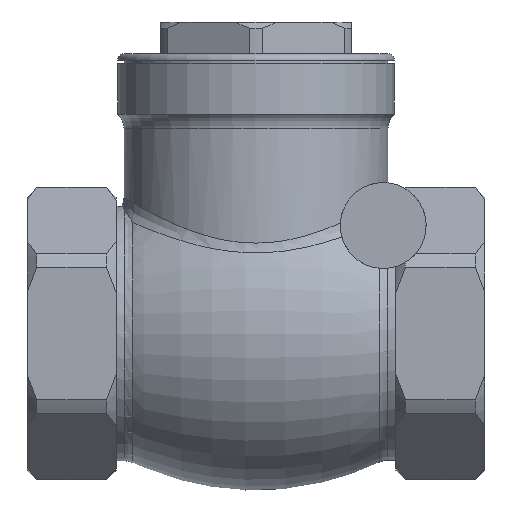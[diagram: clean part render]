
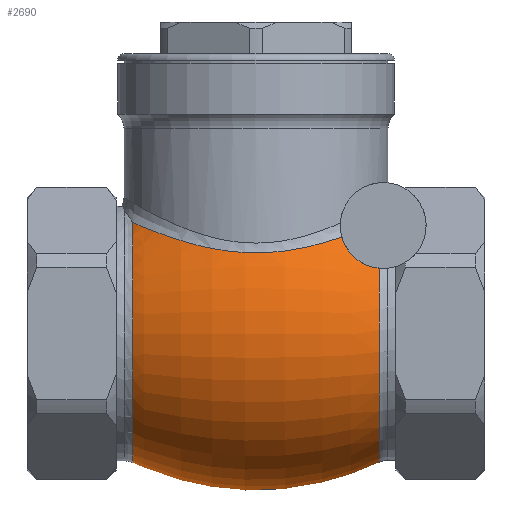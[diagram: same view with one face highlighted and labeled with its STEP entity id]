
A CAD part, left-side view. The second image highlights one B-rep face of the part: STEP entity #2690.
In plain terms, the highlighted toroidal (fillet/blend) face has major radius 20.311 mm and minor radius 45 mm.
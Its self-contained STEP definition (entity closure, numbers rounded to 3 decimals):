
#25=DEGENERATE_TOROIDAL_SURFACE('',#2839,20.311,45.,.F.);
#137=CIRCLE('',#2840,20.293);
#138=CIRCLE('',#2841,20.293);
#524=ORIENTED_EDGE('',*,*,#1014,.F.);
#525=ORIENTED_EDGE('',*,*,#1091,.T.);
#526=ORIENTED_EDGE('',*,*,#999,.T.);
#527=ORIENTED_EDGE('',*,*,#1092,.T.);
#528=ORIENTED_EDGE('',*,*,#1093,.T.);
#529=ORIENTED_EDGE('',*,*,#1094,.T.);
#999=EDGE_CURVE('',#1295,#1296,#1498,.T.);
#1014=EDGE_CURVE('',#1310,#1311,#1508,.T.);
#1091=EDGE_CURVE('',#1310,#1295,#137,.T.);
#1092=EDGE_CURVE('',#1296,#1367,#1530,.T.);
#1093=EDGE_CURVE('',#1367,#1368,#138,.T.);
#1094=EDGE_CURVE('',#1368,#1311,#1531,.T.);
#1295=VERTEX_POINT('',#3559);
#1296=VERTEX_POINT('',#3560);
#1310=VERTEX_POINT('',#3615);
#1311=VERTEX_POINT('',#3623);
#1367=VERTEX_POINT('',#3859);
#1368=VERTEX_POINT('',#3861);
#1498=B_SPLINE_CURVE_WITH_KNOTS('',3,(#3552,#3553,#3554,#3555,#3556,#3557,
#3558),.UNSPECIFIED.,.F.,.F.,(4,1,1,1,4),(0.001,0.003,
0.005,0.007,0.009),
 .UNSPECIFIED.);
#1508=B_SPLINE_CURVE_WITH_KNOTS('',3,(#3616,#3617,#3618,#3619,#3620,#3621,
#3622),.UNSPECIFIED.,.F.,.F.,(4,1,1,1,4),(0.001,0.003,
0.005,0.007,0.009),
 .UNSPECIFIED.);
#1530=B_SPLINE_CURVE_WITH_KNOTS('',3,(#3846,#3847,#3848,#3849,#3850,#3851,
#3852,#3853,#3854,#3855,#3856,#3857,#3858),.UNSPECIFIED.,.F.,.F.,(4,1,1,
1,1,1,1,1,1,1,4),(0.,0.005,0.007,
0.01,0.015,0.017,0.019,
0.024,0.029,0.034,0.039),
 .UNSPECIFIED.);
#1531=B_SPLINE_CURVE_WITH_KNOTS('',3,(#3862,#3863,#3864,#3865,#3866,#3867,
#3868,#3869,#3870,#3871,#3872,#3873),.UNSPECIFIED.,.F.,.F.,(4,1,1,1,1,1,
1,1,1,4),(0.,0.01,0.015,0.017,
0.019,0.024,0.027,0.029,
0.034,0.039),.UNSPECIFIED.);
#1605=EDGE_LOOP('',(#524,#525,#526,#527,#528,#529));
#1738=FACE_BOUND('',#1605,.T.);
#2690=ADVANCED_FACE('',(#1738),#25,.F.);
#2839=AXIS2_PLACEMENT_3D('',#3844,#3134,#3135);
#2840=AXIS2_PLACEMENT_3D('',#3845,#3136,#3137);
#2841=AXIS2_PLACEMENT_3D('',#3860,#3138,#3139);
#3134=DIRECTION('',(0.,-1.,0.));
#3135=DIRECTION('',(0.,0.,-1.));
#3136=DIRECTION('',(0.,1.,0.));
#3137=DIRECTION('',(0.,0.,1.));
#3138=DIRECTION('',(0.,-1.,0.));
#3139=DIRECTION('',(0.,0.,-1.));
#3552=CARTESIAN_POINT('',(-17.498,-19.398,10.277));
#3553=CARTESIAN_POINT('',(-17.821,-18.755,10.334));
#3554=CARTESIAN_POINT('',(-18.339,-17.408,10.645));
#3555=CARTESIAN_POINT('',(-18.518,-15.516,11.794));
#3556=CARTESIAN_POINT('',(-17.959,-14.133,13.461));
#3557=CARTESIAN_POINT('',(-17.205,-13.657,14.62));
#3558=CARTESIAN_POINT('',(-16.765,-13.5,15.179));
#3559=CARTESIAN_POINT('',(-17.498,-19.398,10.277));
#3560=CARTESIAN_POINT('',(-16.765,-13.5,15.179));
#3615=CARTESIAN_POINT('',(17.498,-19.398,10.277));
#3616=CARTESIAN_POINT('',(17.498,-19.398,10.277));
#3617=CARTESIAN_POINT('',(17.821,-18.755,10.334));
#3618=CARTESIAN_POINT('',(18.339,-17.408,10.645));
#3619=CARTESIAN_POINT('',(18.518,-15.516,11.794));
#3620=CARTESIAN_POINT('',(17.959,-14.133,13.461));
#3621=CARTESIAN_POINT('',(17.205,-13.657,14.62));
#3622=CARTESIAN_POINT('',(16.765,-13.5,15.179));
#3623=CARTESIAN_POINT('',(16.765,-13.5,15.179));
#3844=CARTESIAN_POINT('',(0.,0.,0.));
#3845=CARTESIAN_POINT('',(0.,-19.398,0.));
#3846=CARTESIAN_POINT('',(-16.765,-13.5,15.179));
#3847=CARTESIAN_POINT('',(-17.687,-12.244,14.749));
#3848=CARTESIAN_POINT('',(-18.863,-10.235,14.127));
#3849=CARTESIAN_POINT('',(-20.01,-7.344,13.448));
#3850=CARTESIAN_POINT('',(-20.875,-4.266,12.9));
#3851=CARTESIAN_POINT('',(-21.25,-1.095,12.641));
#3852=CARTESIAN_POINT('',(-21.118,2.146,12.732));
#3853=CARTESIAN_POINT('',(-20.656,5.29,13.04));
#3854=CARTESIAN_POINT('',(-19.47,9.098,13.794));
#3855=CARTESIAN_POINT('',(-17.178,13.195,15.03));
#3856=CARTESIAN_POINT('',(-14.15,16.694,16.338));
#3857=CARTESIAN_POINT('',(-11.638,18.596,17.142));
#3858=CARTESIAN_POINT('',(-10.287,19.398,17.493));
#3859=CARTESIAN_POINT('',(-10.287,19.398,17.493));
#3860=CARTESIAN_POINT('',(0.,19.398,0.));
#3861=CARTESIAN_POINT('',(10.287,19.398,17.493));
#3862=CARTESIAN_POINT('',(10.287,19.398,17.493));
#3863=CARTESIAN_POINT('',(13.001,17.787,16.789));
#3864=CARTESIAN_POINT('',(16.43,14.54,15.435));
#3865=CARTESIAN_POINT('',(19.079,9.791,14.005));
#3866=CARTESIAN_POINT('',(20.166,6.868,13.352));
#3867=CARTESIAN_POINT('',(20.964,3.765,12.84));
#3868=CARTESIAN_POINT('',(21.269,0.578,12.628));
#3869=CARTESIAN_POINT('',(21.065,-2.651,12.768));
#3870=CARTESIAN_POINT('',(20.535,-5.781,13.12));
#3871=CARTESIAN_POINT('',(19.265,-9.557,13.915));
#3872=CARTESIAN_POINT('',(17.688,-12.244,14.749));
#3873=CARTESIAN_POINT('',(16.765,-13.5,15.179));
